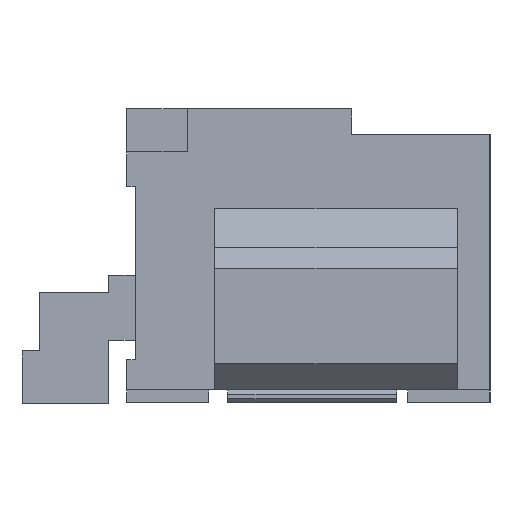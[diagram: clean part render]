
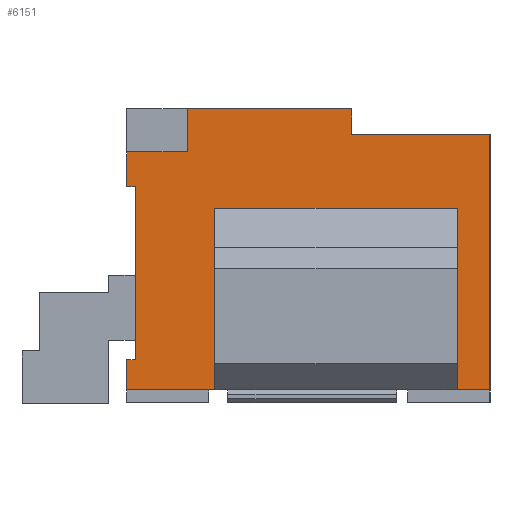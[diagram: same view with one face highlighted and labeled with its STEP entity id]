
A CAD part, left-side view. The second image highlights one B-rep face of the part: STEP entity #6151.
In plain terms, the highlighted planar face has unit normal (-1, 0, 0).
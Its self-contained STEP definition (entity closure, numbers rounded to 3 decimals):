
#954=ORIENTED_EDGE('',*,*,#1515,.F.);
#955=ORIENTED_EDGE('',*,*,#1751,.T.);
#956=ORIENTED_EDGE('',*,*,#1734,.F.);
#957=ORIENTED_EDGE('',*,*,#1719,.F.);
#958=ORIENTED_EDGE('',*,*,#1688,.T.);
#959=ORIENTED_EDGE('',*,*,#1677,.F.);
#960=ORIENTED_EDGE('',*,*,#1673,.T.);
#961=ORIENTED_EDGE('',*,*,#1691,.T.);
#962=ORIENTED_EDGE('',*,*,#1600,.F.);
#963=ORIENTED_EDGE('',*,*,#1692,.F.);
#964=ORIENTED_EDGE('',*,*,#1604,.F.);
#965=ORIENTED_EDGE('',*,*,#1823,.T.);
#966=ORIENTED_EDGE('',*,*,#1522,.F.);
#967=ORIENTED_EDGE('',*,*,#1710,.T.);
#968=ORIENTED_EDGE('',*,*,#1708,.T.);
#969=ORIENTED_EDGE('',*,*,#1567,.T.);
#1515=EDGE_CURVE('',#2097,#2098,#2575,.T.);
#1522=EDGE_CURVE('',#2104,#2105,#2582,.T.);
#1567=EDGE_CURVE('',#2143,#2098,#2627,.T.);
#1600=EDGE_CURVE('',#2163,#2164,#2660,.T.);
#1604=EDGE_CURVE('',#2167,#2168,#2664,.T.);
#1673=EDGE_CURVE('',#2220,#2219,#2733,.T.);
#1677=EDGE_CURVE('',#2220,#2223,#2737,.T.);
#1688=EDGE_CURVE('',#2224,#2223,#2748,.T.);
#1691=EDGE_CURVE('',#2219,#2164,#2751,.T.);
#1692=EDGE_CURVE('',#2168,#2163,#2752,.T.);
#1708=EDGE_CURVE('',#2233,#2143,#2768,.T.);
#1710=EDGE_CURVE('',#2104,#2233,#2770,.T.);
#1719=EDGE_CURVE('',#2224,#2239,#2779,.T.);
#1734=EDGE_CURVE('',#2239,#2249,#2794,.T.);
#1751=EDGE_CURVE('',#2097,#2249,#2811,.T.);
#1823=EDGE_CURVE('',#2167,#2105,#2883,.T.);
#2097=VERTEX_POINT('',#7999);
#2098=VERTEX_POINT('',#8001);
#2104=VERTEX_POINT('',#8013);
#2105=VERTEX_POINT('',#8015);
#2143=VERTEX_POINT('',#8108);
#2163=VERTEX_POINT('',#8173);
#2164=VERTEX_POINT('',#8174);
#2167=VERTEX_POINT('',#8182);
#2168=VERTEX_POINT('',#8183);
#2219=VERTEX_POINT('',#8326);
#2220=VERTEX_POINT('',#8328);
#2223=VERTEX_POINT('',#8336);
#2224=VERTEX_POINT('',#8340);
#2233=VERTEX_POINT('',#8384);
#2239=VERTEX_POINT('',#8408);
#2249=VERTEX_POINT('',#8438);
#2575=LINE('',#8000,#3215);
#2582=LINE('',#8014,#3222);
#2627=LINE('',#8107,#3267);
#2660=LINE('',#8172,#3300);
#2664=LINE('',#8181,#3304);
#2733=LINE('',#8327,#3373);
#2737=LINE('',#8335,#3377);
#2748=LINE('',#8351,#3388);
#2751=LINE('',#8356,#3391);
#2752=LINE('',#8358,#3392);
#2768=LINE('',#8387,#3408);
#2770=LINE('',#8391,#3410);
#2779=LINE('',#8407,#3419);
#2794=LINE('',#8437,#3434);
#2811=LINE('',#8470,#3451);
#2883=LINE('',#8609,#3523);
#3215=VECTOR('',#6807,1000.);
#3222=VECTOR('',#6814,1000.);
#3267=VECTOR('',#6879,1000.);
#3300=VECTOR('',#6936,1000.);
#3304=VECTOR('',#6942,1000.);
#3373=VECTOR('',#7059,1000.);
#3377=VECTOR('',#7065,1000.);
#3388=VECTOR('',#7078,1000.);
#3391=VECTOR('',#7085,1000.);
#3392=VECTOR('',#7088,1000.);
#3408=VECTOR('',#7114,1000.);
#3410=VECTOR('',#7120,1000.);
#3419=VECTOR('',#7135,1000.);
#3434=VECTOR('',#7160,1000.);
#3451=VECTOR('',#7191,1000.);
#3523=VECTOR('',#7311,1000.);
#3819=EDGE_LOOP('',(#954,#955,#956,#957,#958,#959,#960,#961,#962,#963,#964,
#965,#966,#967,#968,#969));
#4061=FACE_BOUND('',#3819,.T.);
#4293=PLANE('',#6390);
#6151=ADVANCED_FACE('',(#4061),#4293,.T.);
#6390=AXIS2_PLACEMENT_3D('',#8608,#7309,#7310);
#6807=DIRECTION('',(0.,1.,0.));
#6814=DIRECTION('',(0.,1.,0.));
#6879=DIRECTION('',(0.,0.,-1.));
#6936=DIRECTION('',(0.,1.,0.));
#6942=DIRECTION('',(0.,-1.,0.));
#7059=DIRECTION('',(0.,1.,0.));
#7065=DIRECTION('',(0.,0.,1.));
#7078=DIRECTION('',(0.,1.,0.));
#7085=DIRECTION('',(0.,0.,-1.));
#7088=DIRECTION('',(0.,0.,1.));
#7114=DIRECTION('',(0.,-1.,0.));
#7120=DIRECTION('',(0.,0.,1.));
#7135=DIRECTION('',(0.,0.,-1.));
#7160=DIRECTION('',(0.,-1.,0.));
#7191=DIRECTION('',(0.,0.,1.));
#7309=DIRECTION('',(-1.,0.,0.));
#7310=DIRECTION('',(0.,0.,1.));
#7311=DIRECTION('',(0.,0.,-1.));
#7999=CARTESIAN_POINT('',(-4.,-2.1,-1.55));
#8000=CARTESIAN_POINT('',(-4.,0.,-1.55));
#8001=CARTESIAN_POINT('',(-4.,-1.72,-1.55));
#8013=CARTESIAN_POINT('',(-4.,1.08,-1.55));
#8014=CARTESIAN_POINT('',(-4.,0.,-1.55));
#8015=CARTESIAN_POINT('',(-4.,2.1,-1.55));
#8107=CARTESIAN_POINT('',(-4.,-1.72,0.1));
#8108=CARTESIAN_POINT('',(-4.,-1.72,0.55));
#8172=CARTESIAN_POINT('',(-4.,0.,0.8));
#8173=CARTESIAN_POINT('',(-4.,2.,0.8));
#8174=CARTESIAN_POINT('',(-4.,2.1,0.8));
#8181=CARTESIAN_POINT('',(-4.,0.,-1.2));
#8182=CARTESIAN_POINT('',(-4.,2.1,-1.2));
#8183=CARTESIAN_POINT('',(-4.,2.,-1.2));
#8326=CARTESIAN_POINT('',(-4.,2.1,1.2));
#8327=CARTESIAN_POINT('',(-4.,1.4,1.2));
#8328=CARTESIAN_POINT('',(-4.,1.4,1.2));
#8335=CARTESIAN_POINT('',(-4.,1.4,1.2));
#8336=CARTESIAN_POINT('',(-4.,1.4,1.7));
#8340=CARTESIAN_POINT('',(-4.,-0.5,1.7));
#8351=CARTESIAN_POINT('',(-4.,-2.1,1.7));
#8356=CARTESIAN_POINT('',(-4.,2.1,1.7));
#8358=CARTESIAN_POINT('',(-4.,2.,0.));
#8384=CARTESIAN_POINT('',(-4.,1.08,0.55));
#8387=CARTESIAN_POINT('',(-4.,-1.72,0.55));
#8391=CARTESIAN_POINT('',(-4.,1.08,-1.7));
#8407=CARTESIAN_POINT('',(-4.,-0.5,0.));
#8408=CARTESIAN_POINT('',(-4.,-0.5,1.4));
#8437=CARTESIAN_POINT('',(-4.,0.,1.4));
#8438=CARTESIAN_POINT('',(-4.,-2.1,1.4));
#8470=CARTESIAN_POINT('',(-4.,-2.1,-1.7));
#8608=CARTESIAN_POINT('',(-4.,0.,0.));
#8609=CARTESIAN_POINT('',(-4.,2.1,1.7));
